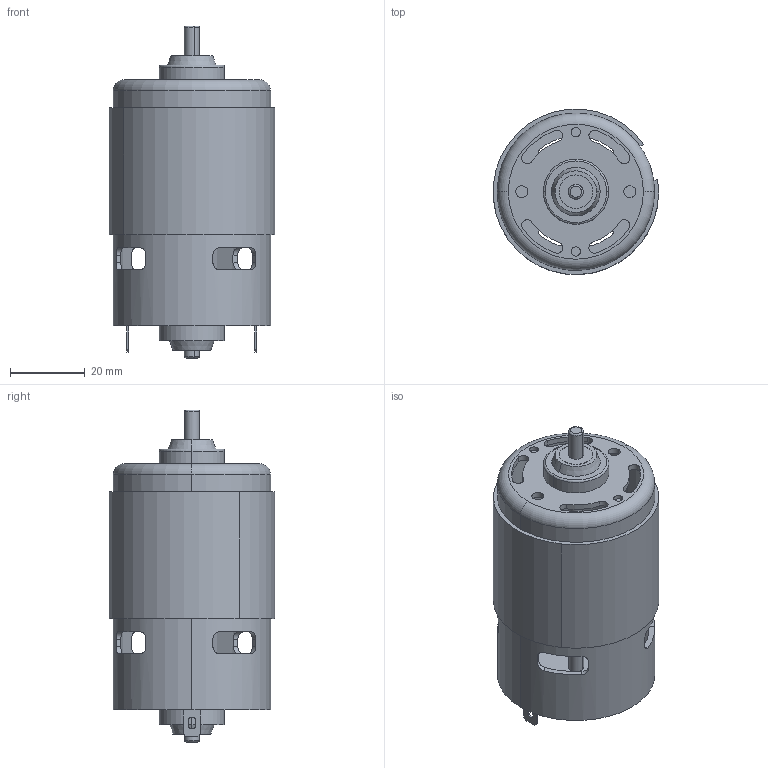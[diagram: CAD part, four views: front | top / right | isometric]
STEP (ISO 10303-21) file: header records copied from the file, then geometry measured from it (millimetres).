
FILE_DESCRIPTION((''),'2;1');
FILE_NAME('drillmotor.stp','2001-12-06T18:35:34',('Administrator'),(''),'Autodesk Inventor (tm) 3.0','Autodesk Inventor (tm) 3.0','');
FILE_SCHEMA(('CONFIG_CONTROL_DESIGN'));
Length unit declared in the file: inch
Products named in the file (5): drillmotor; DrillMotorCase; DrillMotorAxil; DrillMotorShield; DrillMotorTerminal
Assembly tree (5 placements, depth 2):
  drillmotor
    DrillMotorCase
    DrillMotorAxil
    DrillMotorShield
    DrillMotorTerminal  x2
Bounding box: 44.32 x 44.3 x 89 mm (x, y, z)
Volume: 23917.4 mm3; surface area: 32144.2 mm2
Topology: 5 solids, 5 shells, 236 faces, 602 edges, 386 vertices
Faces by surface type: cylinder 94, plane 72, bspline 42, torus 16, sphere 8, cone 4
Entity records: 8038 total; most frequent: CARTESIAN_POINT 1986, DIRECTION 1174, ORIENTED_EDGE 1104, EDGE_CURVE 552, AXIS2_PLACEMENT_3D 466, VERTEX_POINT 358, CIRCLE 278, EDGE_LOOP 270
